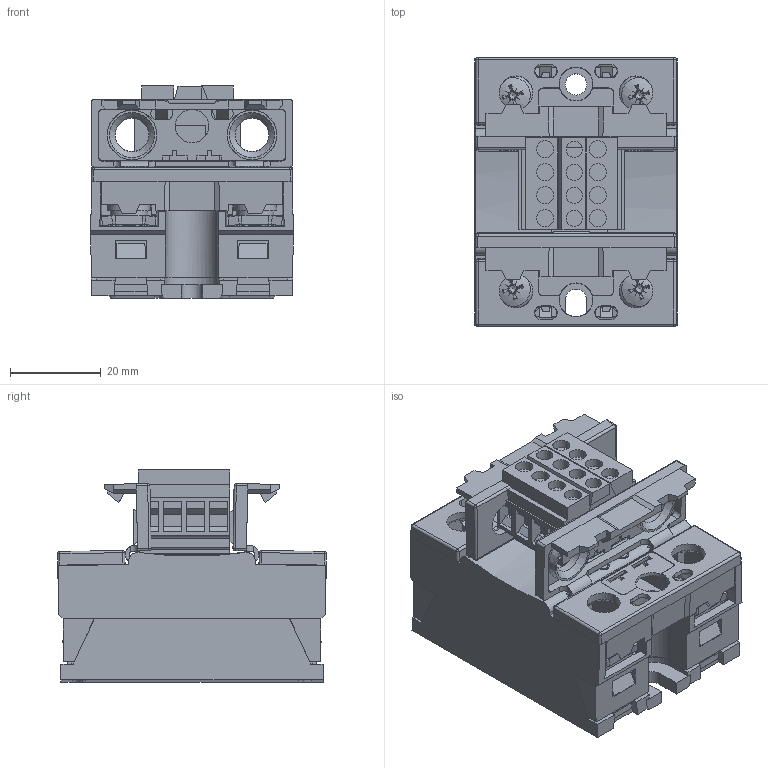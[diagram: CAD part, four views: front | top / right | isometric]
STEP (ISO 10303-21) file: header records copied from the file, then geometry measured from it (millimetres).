
FILE_DESCRIPTION(/* description */ (''),/* implementation_level */ '2;1');
FILE_NAME(/* name */ 'SOB9 and connectors Crouzet.stp',/* time_stamp */ '2021-02-02T10:12:31+01:00',/* author */ ('ysicot'),/* organization */ (''),/* preprocessor_version */ 'ST-DEVELOPER v17',/* originating_system */ 'Autodesk Inventor 2018',/* authorisation */ '');
FILE_SCHEMA (('CONFIG_CONTROL_DESIGN'));
Length unit declared in the file: millimetre
Products named in the file (9): SOB9 and connectors Crouzet; SOB9 Crouzet; 1Y041660 - BLDT 5.08_4B SN OR; BLZ 5.08/4/270 SN SW 1557510000 ; SE Ci du SOB avec 4 plots M5b; ISO 7045 - M5 x 12 - 4.8 - Z; NF E 25-516 - WZ5; Cavalier puissance carré M5 CVB; 1K453000
Assembly tree (20 placements, depth 3):
  SOB9 and connectors Crouzet
    SOB9 Crouzet
    1Y041660 - BLDT 5.08_4B SN OR
    BLZ 5.08/4/270 SN SW 1557510000 
    1K453000  x4
    SE Ci du SOB avec 4 plots M5b
      ISO 7045 - M5 x 12 - 4.8 - Z  x4
      NF E 25-516 - WZ5  x4
      Cavalier puissance carré M5 CVB  x4
Bounding box: 44.8 x 59.39 x 46.9 mm (x, y, z)
Volume: 75387.7 mm3; surface area: 37600.4 mm2
Topology: 19 solids, 19 shells, 1994 faces, 5552 edges, 3598 vertices
Faces by surface type: plane 1353, cylinder 296, cone 272, bspline 33, sphere 20, torus 20
Full cylindrical faces by diameter (mm): 2.35 x2, 2.95 x2, 3 x10, 3.6 x4, 3.8 x8, 3.9 x4, 4.567 x4, 4.6 x4, 4.7 x1, 5 x8, 7.4 x8
Entity records: 43381 total; most frequent: CARTESIAN_POINT 9025, ORIENTED_EDGE 7266, DIRECTION 6614, EDGE_CURVE 3633, LINE 2658, VECTOR 2658, VERTEX_POINT 2377, AXIS2_PLACEMENT_3D 1978
